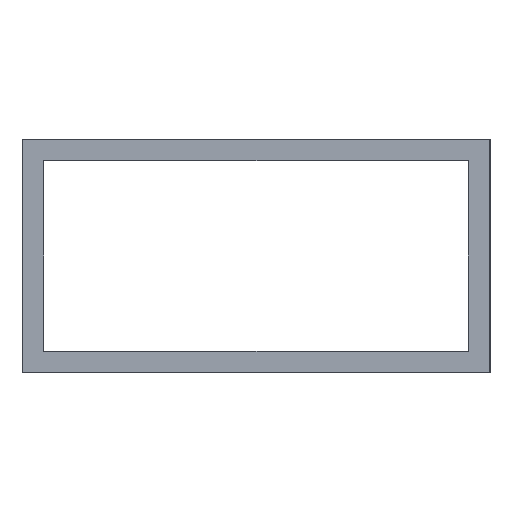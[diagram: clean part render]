
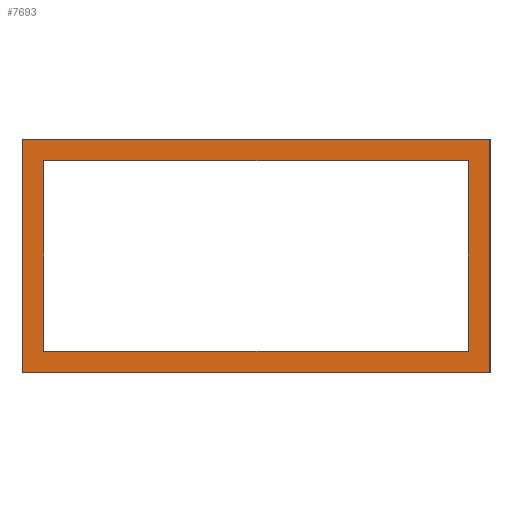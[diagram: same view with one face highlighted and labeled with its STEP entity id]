
A CAD part, left-side view. The second image highlights one B-rep face of the part: STEP entity #7693.
In plain terms, the highlighted planar face has unit normal (-1, 0, 0).
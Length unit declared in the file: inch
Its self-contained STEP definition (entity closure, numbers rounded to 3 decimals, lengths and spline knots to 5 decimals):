
#481 = CARTESIAN_POINT ( 'NONE',  ( -23.5, -1., 0.5 ) ) ;
#538 = EDGE_CURVE ( 'NONE', #11405, #6142, #4599, .T. ) ;
#706 = EDGE_CURVE ( 'NONE', #7505, #5277, #6928, .T. ) ;
#1081 = ORIENTED_EDGE ( 'NONE', *, *, #5930, .F. ) ;
#1304 = ORIENTED_EDGE ( 'NONE', *, *, #538, .T. ) ;
#1341 = DIRECTION ( 'NONE',  ( 0., 1., 0. ) ) ;
#1410 = LINE ( 'NONE', #9222, #3561 ) ;
#1588 = DIRECTION ( 'NONE',  ( 0., -1., 0. ) ) ;
#1663 = ORIENTED_EDGE ( 'NONE', *, *, #10373, .T. ) ;
#1943 = VECTOR ( 'NONE', #10915, 39.37008 ) ;
#1965 = CARTESIAN_POINT ( 'NONE',  ( -23.5, -0.90625, -0.40625 ) ) ;
#2213 = LINE ( 'NONE', #2498, #10876 ) ;
#2498 = CARTESIAN_POINT ( 'NONE',  ( -23.5, -1., 0.5 ) ) ;
#2585 = VECTOR ( 'NONE', #10952, 39.37008 ) ;
#2924 = DIRECTION ( 'NONE',  ( 0., 0., -1. ) ) ;
#2976 = EDGE_CURVE ( 'NONE', #6371, #9763, #4054, .T. ) ;
#3457 = EDGE_LOOP ( 'NONE', ( #6749, #6103, #3467, #1081 ) ) ;
#3467 = ORIENTED_EDGE ( 'NONE', *, *, #706, .F. ) ;
#3561 = VECTOR ( 'NONE', #10149, 39.37008 ) ;
#3663 = CARTESIAN_POINT ( 'NONE',  ( -23.5, -1., -0.5 ) ) ;
#3702 = CARTESIAN_POINT ( 'NONE',  ( -23.5, -0.90625, 0.40625 ) ) ;
#4054 = LINE ( 'NONE', #11551, #11579 ) ;
#4599 = LINE ( 'NONE', #6586, #2585 ) ;
#4712 = EDGE_LOOP ( 'NONE', ( #11386, #13102, #1663, #1304 ) ) ;
#5101 = DIRECTION ( 'NONE',  ( 1., 0., 0. ) ) ;
#5134 = EDGE_CURVE ( 'NONE', #6142, #6371, #13278, .T. ) ;
#5277 = VERTEX_POINT ( 'NONE', #7035 ) ;
#5688 = CARTESIAN_POINT ( 'NONE',  ( -23.5, 1., 0.5 ) ) ;
#5874 = CARTESIAN_POINT ( 'NONE',  ( -23.5, -1., -0.5 ) ) ;
#5930 = EDGE_CURVE ( 'NONE', #7451, #7505, #1410, .T. ) ;
#6103 = ORIENTED_EDGE ( 'NONE', *, *, #6575, .F. ) ;
#6126 = AXIS2_PLACEMENT_3D ( 'NONE', #9247, #5101, #2924 ) ;
#6142 = VERTEX_POINT ( 'NONE', #1965 ) ;
#6371 = VERTEX_POINT ( 'NONE', #10822 ) ;
#6575 = EDGE_CURVE ( 'NONE', #5277, #9922, #2213, .T. ) ;
#6586 = CARTESIAN_POINT ( 'NONE',  ( -23.5, -0.90625, 0. ) ) ;
#6605 = DIRECTION ( 'NONE',  ( 0., 0., -1. ) ) ;
#6749 = ORIENTED_EDGE ( 'NONE', *, *, #13584, .F. ) ;
#6928 = LINE ( 'NONE', #481, #8935 ) ;
#7035 = CARTESIAN_POINT ( 'NONE',  ( -23.5, -1., 0.5 ) ) ;
#7451 = VERTEX_POINT ( 'NONE', #9546 ) ;
#7505 = VERTEX_POINT ( 'NONE', #5688 ) ;
#7693 = ADVANCED_FACE ( 'NONE', ( #12616, #8313 ), #11398, .F. ) ;
#7983 = CARTESIAN_POINT ( 'NONE',  ( -23.5, 0., 0.40625 ) ) ;
#8192 = DIRECTION ( 'NONE',  ( 0., 0., 1. ) ) ;
#8313 = FACE_BOUND ( 'NONE', #4712, .T. ) ;
#8935 = VECTOR ( 'NONE', #10078, 39.37008 ) ;
#9222 = CARTESIAN_POINT ( 'NONE',  ( -23.5, 1., 0.5 ) ) ;
#9247 = CARTESIAN_POINT ( 'NONE',  ( -23.5, 0., 0. ) ) ;
#9546 = CARTESIAN_POINT ( 'NONE',  ( -23.5, 1., -0.5 ) ) ;
#9763 = VERTEX_POINT ( 'NONE', #12225 ) ;
#9922 = VERTEX_POINT ( 'NONE', #3663 ) ;
#10078 = DIRECTION ( 'NONE',  ( 0., -1., 0. ) ) ;
#10149 = DIRECTION ( 'NONE',  ( 0., 0., 1. ) ) ;
#10373 = EDGE_CURVE ( 'NONE', #9763, #11405, #12350, .T. ) ;
#10822 = CARTESIAN_POINT ( 'NONE',  ( -23.5, 0.90625, -0.40625 ) ) ;
#10876 = VECTOR ( 'NONE', #6605, 39.37008 ) ;
#10915 = DIRECTION ( 'NONE',  ( 0., 1., 0. ) ) ;
#10952 = DIRECTION ( 'NONE',  ( 0., 0., -1. ) ) ;
#11113 = VECTOR ( 'NONE', #1588, 39.37008 ) ;
#11386 = ORIENTED_EDGE ( 'NONE', *, *, #5134, .T. ) ;
#11398 = PLANE ( 'NONE',  #6126 ) ;
#11405 = VERTEX_POINT ( 'NONE', #3702 ) ;
#11551 = CARTESIAN_POINT ( 'NONE',  ( -23.5, 0.90625, 0. ) ) ;
#11579 = VECTOR ( 'NONE', #8192, 39.37008 ) ;
#12225 = CARTESIAN_POINT ( 'NONE',  ( -23.5, 0.90625, 0.40625 ) ) ;
#12350 = LINE ( 'NONE', #7983, #11113 ) ;
#12379 = LINE ( 'NONE', #5874, #12633 ) ;
#12616 = FACE_OUTER_BOUND ( 'NONE', #3457, .T. ) ;
#12633 = VECTOR ( 'NONE', #1341, 39.37008 ) ;
#13067 = CARTESIAN_POINT ( 'NONE',  ( -23.5, 0., -0.40625 ) ) ;
#13102 = ORIENTED_EDGE ( 'NONE', *, *, #2976, .T. ) ;
#13278 = LINE ( 'NONE', #13067, #1943 ) ;
#13584 = EDGE_CURVE ( 'NONE', #9922, #7451, #12379, .T. ) ;
